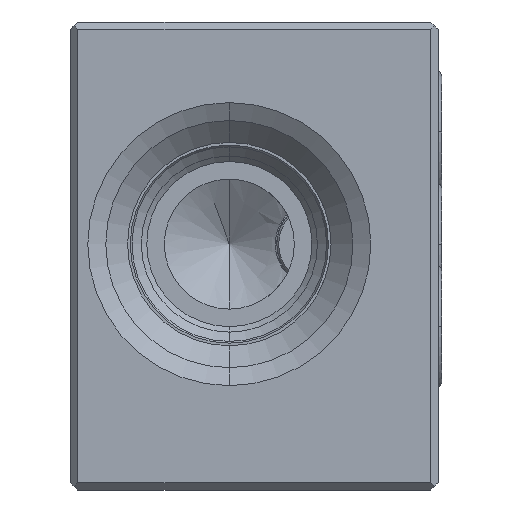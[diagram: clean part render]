
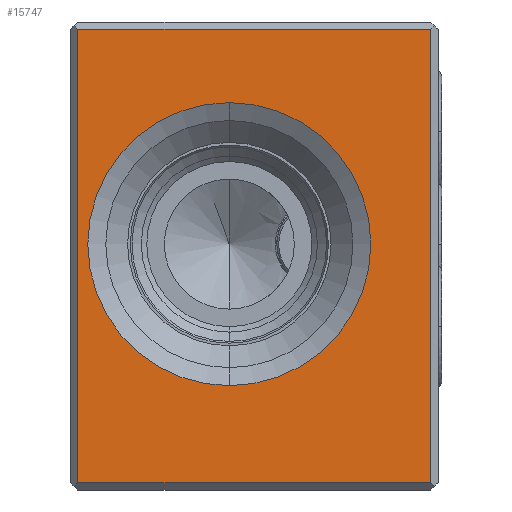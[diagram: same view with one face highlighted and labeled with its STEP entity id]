
A CAD part, left-side view. The second image highlights one B-rep face of the part: STEP entity #15747.
In plain terms, the highlighted planar face has unit normal (-1, 0, 0).
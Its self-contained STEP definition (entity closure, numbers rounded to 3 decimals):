
#240 = CARTESIAN_POINT ( 'NONE',  ( -38.1, 3.35, 1.6 ) ) ;
#522 = EDGE_CURVE ( 'NONE', #12568, #8476, #19185, .T. ) ;
#945 = LINE ( 'NONE', #3526, #10012 ) ;
#1010 = CIRCLE ( 'NONE', #19494, 19.05 ) ;
#2179 = LINE ( 'NONE', #7965, #8853 ) ;
#3430 = DIRECTION ( 'NONE',  ( 0., 0., 1. ) ) ;
#3498 = DIRECTION ( 'NONE',  ( 0., 0., -1. ) ) ;
#3526 = CARTESIAN_POINT ( 'NONE',  ( -38.1, 23.75, 31.5 ) ) ;
#3592 = DIRECTION ( 'NONE',  ( 0., 0., -1. ) ) ;
#3817 = DIRECTION ( 'NONE',  ( 1., 0., 0. ) ) ;
#4451 = EDGE_CURVE ( 'NONE', #7993, #9995, #2179, .T. ) ;
#4512 = ORIENTED_EDGE ( 'NONE', *, *, #522, .T. ) ;
#4569 = CARTESIAN_POINT ( 'NONE',  ( -38.1, -24.75, -30.5 ) ) ;
#5529 = ORIENTED_EDGE ( 'NONE', *, *, #20402, .T. ) ;
#6104 = EDGE_LOOP ( 'NONE', ( #17692, #18658, #5529, #14900 ) ) ;
#7101 = ORIENTED_EDGE ( 'NONE', *, *, #18525, .T. ) ;
#7324 = CARTESIAN_POINT ( 'NONE',  ( -38.1, 3.35, 1.6 ) ) ;
#7827 = CARTESIAN_POINT ( 'NONE',  ( -38.1, 23.75, -30.5 ) ) ;
#7965 = CARTESIAN_POINT ( 'NONE',  ( -38.1, -24.75, 30.5 ) ) ;
#7993 = VERTEX_POINT ( 'NONE', #20692 ) ;
#8146 = VERTEX_POINT ( 'NONE', #7827 ) ;
#8476 = VERTEX_POINT ( 'NONE', #8993 ) ;
#8740 = PLANE ( 'NONE',  #14176 ) ;
#8853 = VECTOR ( 'NONE', #11268, 1000. ) ;
#8993 = CARTESIAN_POINT ( 'NONE',  ( -38.1, 3.35, 20.65 ) ) ;
#9995 = VERTEX_POINT ( 'NONE', #16534 ) ;
#10012 = VECTOR ( 'NONE', #15384, 1000. ) ;
#10063 = EDGE_CURVE ( 'NONE', #8146, #13151, #14261, .T. ) ;
#10395 = CARTESIAN_POINT ( 'NONE',  ( -38.1, -24.75, 31.5 ) ) ;
#10445 = AXIS2_PLACEMENT_3D ( 'NONE', #7324, #19216, #20755 ) ;
#11268 = DIRECTION ( 'NONE',  ( 0., 1., 0. ) ) ;
#11967 = VECTOR ( 'NONE', #3430, 1000. ) ;
#12568 = VERTEX_POINT ( 'NONE', #12937 ) ;
#12937 = CARTESIAN_POINT ( 'NONE',  ( -38.1, 3.35, -17.45 ) ) ;
#12953 = VECTOR ( 'NONE', #16463, 1000. ) ;
#13151 = VERTEX_POINT ( 'NONE', #21657 ) ;
#13717 = CARTESIAN_POINT ( 'NONE',  ( -38.1, -23.75, 31.5 ) ) ;
#13851 = DIRECTION ( 'NONE',  ( 1., 0., 0. ) ) ;
#14082 = EDGE_LOOP ( 'NONE', ( #7101, #4512 ) ) ;
#14176 = AXIS2_PLACEMENT_3D ( 'NONE', #10395, #3817, #3592 ) ;
#14261 = LINE ( 'NONE', #4569, #12953 ) ;
#14900 = ORIENTED_EDGE ( 'NONE', *, *, #10063, .T. ) ;
#15384 = DIRECTION ( 'NONE',  ( 0., 0., -1. ) ) ;
#15747 = ADVANCED_FACE ( 'NONE', ( #17616, #19203 ), #8740, .F. ) ;
#16459 = LINE ( 'NONE', #13717, #11967 ) ;
#16463 = DIRECTION ( 'NONE',  ( 0., -1., 0. ) ) ;
#16534 = CARTESIAN_POINT ( 'NONE',  ( -38.1, 23.75, 30.5 ) ) ;
#17616 = FACE_OUTER_BOUND ( 'NONE', #6104, .T. ) ;
#17692 = ORIENTED_EDGE ( 'NONE', *, *, #21546, .T. ) ;
#18525 = EDGE_CURVE ( 'NONE', #8476, #12568, #1010, .T. ) ;
#18658 = ORIENTED_EDGE ( 'NONE', *, *, #4451, .T. ) ;
#19185 = CIRCLE ( 'NONE', #10445, 19.05 ) ;
#19203 = FACE_BOUND ( 'NONE', #14082, .T. ) ;
#19216 = DIRECTION ( 'NONE',  ( 1., 0., 0. ) ) ;
#19494 = AXIS2_PLACEMENT_3D ( 'NONE', #240, #13851, #3498 ) ;
#20402 = EDGE_CURVE ( 'NONE', #9995, #8146, #945, .T. ) ;
#20692 = CARTESIAN_POINT ( 'NONE',  ( -38.1, -23.75, 30.5 ) ) ;
#20755 = DIRECTION ( 'NONE',  ( 0., 0., -1. ) ) ;
#21546 = EDGE_CURVE ( 'NONE', #13151, #7993, #16459, .T. ) ;
#21657 = CARTESIAN_POINT ( 'NONE',  ( -38.1, -23.75, -30.5 ) ) ;
